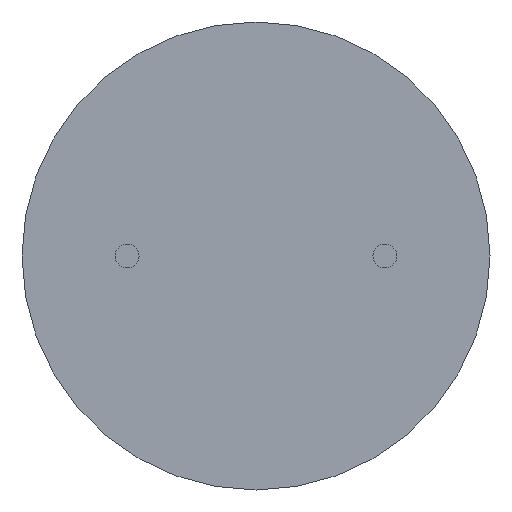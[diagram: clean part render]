
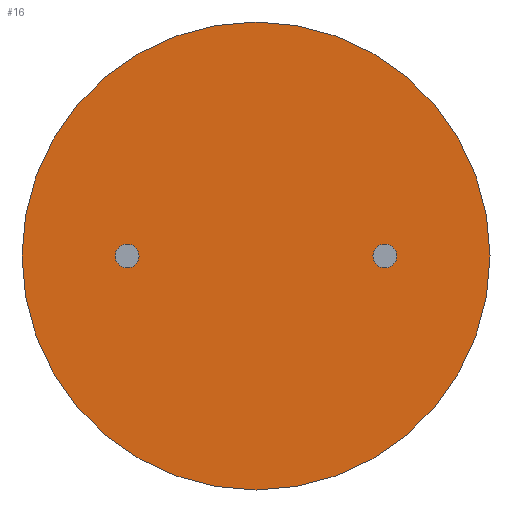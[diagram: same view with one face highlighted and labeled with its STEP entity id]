
A CAD part, front view. The second image highlights one B-rep face of the part: STEP entity #16.
In plain terms, the highlighted planar face has unit normal (0, -1, 0).
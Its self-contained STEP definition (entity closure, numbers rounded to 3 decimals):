
#1 = CARTESIAN_POINT ( 'NONE',  ( -3.8, 0., 0. ) ) ;
#7 = CARTESIAN_POINT ( 'NONE',  ( 0., 0., 0. ) ) ;
#9 = DIRECTION ( 'NONE',  ( 0., -1., 0. ) ) ;
#10 = CIRCLE ( 'NONE', #526, 0.35 ) ;
#16 = ADVANCED_FACE ( 'NONE', ( #281, #98, #130 ), #215, .F. ) ;
#27 = ORIENTED_EDGE ( 'NONE', *, *, #386, .F. ) ;
#29 = AXIS2_PLACEMENT_3D ( 'NONE', #95, #302, #216 ) ;
#36 = EDGE_CURVE ( 'NONE', #430, #171, #238, .T. ) ;
#45 = EDGE_CURVE ( 'NONE', #91, #349, #10, .T. ) ;
#49 = ORIENTED_EDGE ( 'NONE', *, *, #543, .F. ) ;
#59 = ORIENTED_EDGE ( 'NONE', *, *, #410, .F. ) ;
#91 = VERTEX_POINT ( 'NONE', #431 ) ;
#93 = CARTESIAN_POINT ( 'NONE',  ( 3.8, 0., 0. ) ) ;
#95 = CARTESIAN_POINT ( 'NONE',  ( -3.8, 0., 0. ) ) ;
#98 = FACE_BOUND ( 'NONE', #417, .T. ) ;
#107 = EDGE_LOOP ( 'NONE', ( #540, #27 ) ) ;
#117 = ORIENTED_EDGE ( 'NONE', *, *, #499, .F. ) ;
#127 = CARTESIAN_POINT ( 'NONE',  ( 0., 0., 0. ) ) ;
#128 = CIRCLE ( 'NONE', #29, 0.35 ) ;
#130 = FACE_OUTER_BOUND ( 'NONE', #178, .T. ) ;
#155 = CARTESIAN_POINT ( 'NONE',  ( 3.8, 0., -0.35 ) ) ;
#165 = VERTEX_POINT ( 'NONE', #229 ) ;
#166 = DIRECTION ( 'NONE',  ( 0., 0., 1. ) ) ;
#171 = VERTEX_POINT ( 'NONE', #358 ) ;
#178 = EDGE_LOOP ( 'NONE', ( #59, #514 ) ) ;
#184 = AXIS2_PLACEMENT_3D ( 'NONE', #262, #256, #303 ) ;
#206 = DIRECTION ( 'NONE',  ( 0., 0., 1. ) ) ;
#209 = DIRECTION ( 'NONE',  ( 0., 0., 1. ) ) ;
#212 = DIRECTION ( 'NONE',  ( 0., -1., 0. ) ) ;
#215 = PLANE ( 'NONE',  #184 ) ;
#216 = DIRECTION ( 'NONE',  ( 0., 0., 1. ) ) ;
#229 = CARTESIAN_POINT ( 'NONE',  ( -3.8, 0., -0.35 ) ) ;
#238 = CIRCLE ( 'NONE', #469, 6.9 ) ;
#245 = CARTESIAN_POINT ( 'NONE',  ( 3.8, 0., 0. ) ) ;
#256 = DIRECTION ( 'NONE',  ( 0., 1., 0. ) ) ;
#262 = CARTESIAN_POINT ( 'NONE',  ( 0., 0., 0. ) ) ;
#281 = FACE_BOUND ( 'NONE', #107, .T. ) ;
#292 = DIRECTION ( 'NONE',  ( 0., -1., 0. ) ) ;
#302 = DIRECTION ( 'NONE',  ( 0., -1., 0. ) ) ;
#303 = DIRECTION ( 'NONE',  ( 0., 0., 1. ) ) ;
#309 = AXIS2_PLACEMENT_3D ( 'NONE', #1, #212, #209 ) ;
#346 = CIRCLE ( 'NONE', #398, 0.35 ) ;
#349 = VERTEX_POINT ( 'NONE', #155 ) ;
#358 = CARTESIAN_POINT ( 'NONE',  ( 0., 0., -6.9 ) ) ;
#386 = EDGE_CURVE ( 'NONE', #349, #91, #346, .T. ) ;
#394 = DIRECTION ( 'NONE',  ( 0., 0., 1. ) ) ;
#398 = AXIS2_PLACEMENT_3D ( 'NONE', #245, #292, #206 ) ;
#410 = EDGE_CURVE ( 'NONE', #171, #430, #528, .T. ) ;
#417 = EDGE_LOOP ( 'NONE', ( #49, #117 ) ) ;
#424 = CARTESIAN_POINT ( 'NONE',  ( -3.8, 0., 0.35 ) ) ;
#430 = VERTEX_POINT ( 'NONE', #545 ) ;
#431 = CARTESIAN_POINT ( 'NONE',  ( 3.8, 0., 0.35 ) ) ;
#449 = VERTEX_POINT ( 'NONE', #424 ) ;
#469 = AXIS2_PLACEMENT_3D ( 'NONE', #7, #478, #518 ) ;
#473 = CIRCLE ( 'NONE', #309, 0.35 ) ;
#478 = DIRECTION ( 'NONE',  ( 0., 1., 0. ) ) ;
#480 = AXIS2_PLACEMENT_3D ( 'NONE', #127, #541, #166 ) ;
#499 = EDGE_CURVE ( 'NONE', #165, #449, #128, .T. ) ;
#514 = ORIENTED_EDGE ( 'NONE', *, *, #36, .F. ) ;
#518 = DIRECTION ( 'NONE',  ( 0., 0., 1. ) ) ;
#526 = AXIS2_PLACEMENT_3D ( 'NONE', #93, #9, #394 ) ;
#528 = CIRCLE ( 'NONE', #480, 6.9 ) ;
#540 = ORIENTED_EDGE ( 'NONE', *, *, #45, .F. ) ;
#541 = DIRECTION ( 'NONE',  ( 0., 1., 0. ) ) ;
#543 = EDGE_CURVE ( 'NONE', #449, #165, #473, .T. ) ;
#545 = CARTESIAN_POINT ( 'NONE',  ( 0., 0., 6.9 ) ) ;
